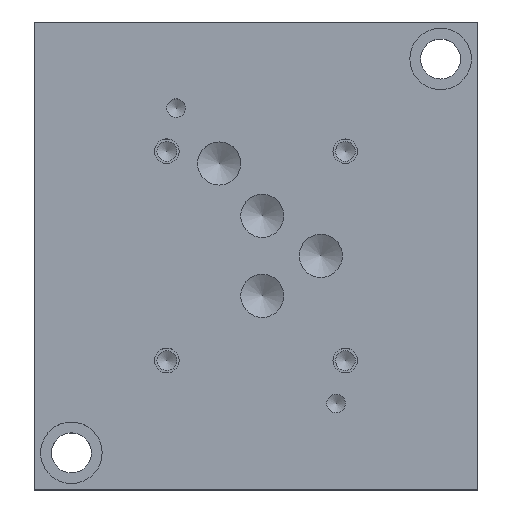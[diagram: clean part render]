
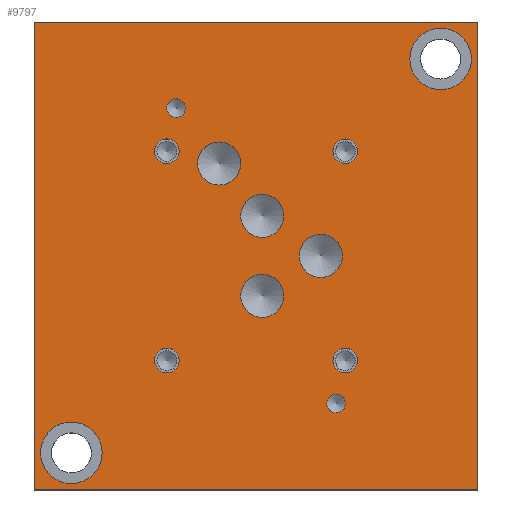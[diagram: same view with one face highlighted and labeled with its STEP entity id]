
A CAD part, top view. The second image highlights one B-rep face of the part: STEP entity #9797.
In plain terms, the highlighted planar face has unit normal (0, 0, 1).
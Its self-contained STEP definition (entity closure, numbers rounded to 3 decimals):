
#106=CIRCLE('',#10194,2.388);
#107=CIRCLE('',#10195,2.388);
#110=CIRCLE('',#10200,2.388);
#111=CIRCLE('',#10201,2.388);
#114=CIRCLE('',#10206,5.556);
#115=CIRCLE('',#10207,5.556);
#118=CIRCLE('',#10212,5.556);
#119=CIRCLE('',#10213,5.556);
#122=CIRCLE('',#10218,5.556);
#123=CIRCLE('',#10219,5.556);
#126=CIRCLE('',#10224,5.563);
#127=CIRCLE('',#10225,5.563);
#133=CIRCLE('',#10234,3.175);
#134=CIRCLE('',#10235,3.175);
#140=CIRCLE('',#10245,3.175);
#141=CIRCLE('',#10246,3.175);
#147=CIRCLE('',#10256,3.175);
#148=CIRCLE('',#10257,3.175);
#154=CIRCLE('',#10267,3.175);
#155=CIRCLE('',#10268,3.175);
#159=CIRCLE('',#10275,7.938);
#160=CIRCLE('',#10276,7.938);
#164=CIRCLE('',#10283,7.938);
#165=CIRCLE('',#10284,7.938);
#225=FACE_BOUND('',#1646,.T.);
#226=FACE_BOUND('',#1647,.T.);
#227=FACE_BOUND('',#1648,.T.);
#228=FACE_BOUND('',#1649,.T.);
#229=FACE_BOUND('',#1650,.T.);
#230=FACE_BOUND('',#1651,.T.);
#231=FACE_BOUND('',#1652,.T.);
#232=FACE_BOUND('',#1653,.T.);
#233=FACE_BOUND('',#1654,.T.);
#234=FACE_BOUND('',#1655,.T.);
#235=FACE_BOUND('',#1656,.T.);
#236=FACE_BOUND('',#1657,.T.);
#1092=FACE_OUTER_BOUND('',#1645,.T.);
#1645=EDGE_LOOP('',(#8529,#8530,#8531,#8532));
#1646=EDGE_LOOP('',(#8533,#8534));
#1647=EDGE_LOOP('',(#8535,#8536));
#1648=EDGE_LOOP('',(#8537,#8538));
#1649=EDGE_LOOP('',(#8539,#8540));
#1650=EDGE_LOOP('',(#8541,#8542));
#1651=EDGE_LOOP('',(#8543,#8544));
#1652=EDGE_LOOP('',(#8545,#8546));
#1653=EDGE_LOOP('',(#8547,#8548));
#1654=EDGE_LOOP('',(#8549,#8550));
#1655=EDGE_LOOP('',(#8551,#8552));
#1656=EDGE_LOOP('',(#8553,#8554));
#1657=EDGE_LOOP('',(#8555,#8556));
#2218=LINE('',#15332,#3207);
#2643=LINE('',#16547,#3632);
#2645=LINE('',#16551,#3634);
#2647=LINE('',#16554,#3636);
#3207=VECTOR('',#11219,10.);
#3632=VECTOR('',#12226,10.);
#3634=VECTOR('',#12230,10.);
#3636=VECTOR('',#12234,10.);
#4175=VERTEX_POINT('',#15329);
#4176=VERTEX_POINT('',#15331);
#4478=VERTEX_POINT('',#16357);
#4479=VERTEX_POINT('',#16358);
#4483=VERTEX_POINT('',#16370);
#4484=VERTEX_POINT('',#16371);
#4488=VERTEX_POINT('',#16383);
#4489=VERTEX_POINT('',#16384);
#4493=VERTEX_POINT('',#16396);
#4494=VERTEX_POINT('',#16397);
#4498=VERTEX_POINT('',#16409);
#4499=VERTEX_POINT('',#16410);
#4503=VERTEX_POINT('',#16422);
#4504=VERTEX_POINT('',#16423);
#4511=VERTEX_POINT('',#16442);
#4512=VERTEX_POINT('',#16443);
#4519=VERTEX_POINT('',#16464);
#4520=VERTEX_POINT('',#16465);
#4527=VERTEX_POINT('',#16486);
#4528=VERTEX_POINT('',#16487);
#4535=VERTEX_POINT('',#16508);
#4536=VERTEX_POINT('',#16509);
#4540=VERTEX_POINT('',#16523);
#4541=VERTEX_POINT('',#16524);
#4545=VERTEX_POINT('',#16538);
#4546=VERTEX_POINT('',#16539);
#4547=VERTEX_POINT('',#16546);
#4548=VERTEX_POINT('',#16550);
#5348=EDGE_CURVE('',#4176,#4175,#2218,.T.);
#5794=EDGE_CURVE('',#4478,#4479,#106,.T.);
#5795=EDGE_CURVE('',#4479,#4478,#107,.T.);
#5800=EDGE_CURVE('',#4483,#4484,#110,.T.);
#5801=EDGE_CURVE('',#4484,#4483,#111,.T.);
#5806=EDGE_CURVE('',#4488,#4489,#114,.T.);
#5807=EDGE_CURVE('',#4489,#4488,#115,.T.);
#5812=EDGE_CURVE('',#4493,#4494,#118,.T.);
#5813=EDGE_CURVE('',#4494,#4493,#119,.T.);
#5818=EDGE_CURVE('',#4498,#4499,#122,.T.);
#5819=EDGE_CURVE('',#4499,#4498,#123,.T.);
#5824=EDGE_CURVE('',#4503,#4504,#126,.T.);
#5825=EDGE_CURVE('',#4504,#4503,#127,.T.);
#5833=EDGE_CURVE('',#4511,#4512,#133,.T.);
#5834=EDGE_CURVE('',#4512,#4511,#134,.T.);
#5843=EDGE_CURVE('',#4519,#4520,#140,.T.);
#5844=EDGE_CURVE('',#4520,#4519,#141,.T.);
#5853=EDGE_CURVE('',#4527,#4528,#147,.T.);
#5854=EDGE_CURVE('',#4528,#4527,#148,.T.);
#5863=EDGE_CURVE('',#4535,#4536,#154,.T.);
#5864=EDGE_CURVE('',#4536,#4535,#155,.T.);
#5870=EDGE_CURVE('',#4540,#4541,#159,.T.);
#5871=EDGE_CURVE('',#4541,#4540,#160,.T.);
#5877=EDGE_CURVE('',#4545,#4546,#164,.T.);
#5878=EDGE_CURVE('',#4546,#4545,#165,.T.);
#5881=EDGE_CURVE('',#4547,#4176,#2643,.T.);
#5883=EDGE_CURVE('',#4548,#4547,#2645,.T.);
#5885=EDGE_CURVE('',#4175,#4548,#2647,.T.);
#8529=ORIENTED_EDGE('',*,*,#5348,.T.);
#8530=ORIENTED_EDGE('',*,*,#5885,.T.);
#8531=ORIENTED_EDGE('',*,*,#5883,.T.);
#8532=ORIENTED_EDGE('',*,*,#5881,.T.);
#8533=ORIENTED_EDGE('',*,*,#5794,.T.);
#8534=ORIENTED_EDGE('',*,*,#5795,.T.);
#8535=ORIENTED_EDGE('',*,*,#5800,.T.);
#8536=ORIENTED_EDGE('',*,*,#5801,.T.);
#8537=ORIENTED_EDGE('',*,*,#5806,.T.);
#8538=ORIENTED_EDGE('',*,*,#5807,.T.);
#8539=ORIENTED_EDGE('',*,*,#5812,.T.);
#8540=ORIENTED_EDGE('',*,*,#5813,.T.);
#8541=ORIENTED_EDGE('',*,*,#5818,.T.);
#8542=ORIENTED_EDGE('',*,*,#5819,.T.);
#8543=ORIENTED_EDGE('',*,*,#5824,.T.);
#8544=ORIENTED_EDGE('',*,*,#5825,.T.);
#8545=ORIENTED_EDGE('',*,*,#5833,.T.);
#8546=ORIENTED_EDGE('',*,*,#5834,.T.);
#8547=ORIENTED_EDGE('',*,*,#5843,.T.);
#8548=ORIENTED_EDGE('',*,*,#5844,.T.);
#8549=ORIENTED_EDGE('',*,*,#5853,.T.);
#8550=ORIENTED_EDGE('',*,*,#5854,.T.);
#8551=ORIENTED_EDGE('',*,*,#5863,.T.);
#8552=ORIENTED_EDGE('',*,*,#5864,.T.);
#8553=ORIENTED_EDGE('',*,*,#5870,.T.);
#8554=ORIENTED_EDGE('',*,*,#5871,.T.);
#8555=ORIENTED_EDGE('',*,*,#5877,.T.);
#8556=ORIENTED_EDGE('',*,*,#5878,.T.);
#8885=PLANE('',#10290);
#9797=ADVANCED_FACE('',(#1092,#225,#226,#227,#228,#229,#230,#231,#232,#233,
#234,#235,#236),#8885,.T.);
#10194=AXIS2_PLACEMENT_3D('',#16359,#12013,#12014);
#10195=AXIS2_PLACEMENT_3D('',#16360,#12015,#12016);
#10200=AXIS2_PLACEMENT_3D('',#16372,#12027,#12028);
#10201=AXIS2_PLACEMENT_3D('',#16373,#12029,#12030);
#10206=AXIS2_PLACEMENT_3D('',#16385,#12041,#12042);
#10207=AXIS2_PLACEMENT_3D('',#16386,#12043,#12044);
#10212=AXIS2_PLACEMENT_3D('',#16398,#12055,#12056);
#10213=AXIS2_PLACEMENT_3D('',#16399,#12057,#12058);
#10218=AXIS2_PLACEMENT_3D('',#16411,#12069,#12070);
#10219=AXIS2_PLACEMENT_3D('',#16412,#12071,#12072);
#10224=AXIS2_PLACEMENT_3D('',#16424,#12083,#12084);
#10225=AXIS2_PLACEMENT_3D('',#16425,#12085,#12086);
#10234=AXIS2_PLACEMENT_3D('',#16444,#12105,#12106);
#10235=AXIS2_PLACEMENT_3D('',#16445,#12107,#12108);
#10245=AXIS2_PLACEMENT_3D('',#16466,#12130,#12131);
#10246=AXIS2_PLACEMENT_3D('',#16467,#12132,#12133);
#10256=AXIS2_PLACEMENT_3D('',#16488,#12155,#12156);
#10257=AXIS2_PLACEMENT_3D('',#16489,#12157,#12158);
#10267=AXIS2_PLACEMENT_3D('',#16510,#12180,#12181);
#10268=AXIS2_PLACEMENT_3D('',#16511,#12182,#12183);
#10275=AXIS2_PLACEMENT_3D('',#16525,#12198,#12199);
#10276=AXIS2_PLACEMENT_3D('',#16526,#12200,#12201);
#10283=AXIS2_PLACEMENT_3D('',#16540,#12216,#12217);
#10284=AXIS2_PLACEMENT_3D('',#16541,#12218,#12219);
#10290=AXIS2_PLACEMENT_3D('',#16556,#12237,#12238);
#11219=DIRECTION('',(1.,0.,0.));
#12013=DIRECTION('center_axis',(0.,0.,-1.));
#12014=DIRECTION('ref_axis',(1.,0.,0.));
#12015=DIRECTION('center_axis',(0.,0.,-1.));
#12016=DIRECTION('ref_axis',(1.,0.,0.));
#12027=DIRECTION('center_axis',(0.,0.,-1.));
#12028=DIRECTION('ref_axis',(1.,0.,0.));
#12029=DIRECTION('center_axis',(0.,0.,-1.));
#12030=DIRECTION('ref_axis',(1.,0.,0.));
#12041=DIRECTION('center_axis',(0.,0.,-1.));
#12042=DIRECTION('ref_axis',(1.,0.,0.));
#12043=DIRECTION('center_axis',(0.,0.,-1.));
#12044=DIRECTION('ref_axis',(1.,0.,0.));
#12055=DIRECTION('center_axis',(0.,0.,-1.));
#12056=DIRECTION('ref_axis',(1.,0.,0.));
#12057=DIRECTION('center_axis',(0.,0.,-1.));
#12058=DIRECTION('ref_axis',(1.,0.,0.));
#12069=DIRECTION('center_axis',(0.,0.,-1.));
#12070=DIRECTION('ref_axis',(1.,0.,0.));
#12071=DIRECTION('center_axis',(0.,0.,-1.));
#12072=DIRECTION('ref_axis',(1.,0.,0.));
#12083=DIRECTION('center_axis',(0.,0.,-1.));
#12084=DIRECTION('ref_axis',(1.,0.,0.));
#12085=DIRECTION('center_axis',(0.,0.,-1.));
#12086=DIRECTION('ref_axis',(1.,0.,0.));
#12105=DIRECTION('center_axis',(0.,0.,-1.));
#12106=DIRECTION('ref_axis',(1.,0.,0.));
#12107=DIRECTION('center_axis',(0.,0.,-1.));
#12108=DIRECTION('ref_axis',(1.,0.,0.));
#12130=DIRECTION('center_axis',(0.,0.,-1.));
#12131=DIRECTION('ref_axis',(1.,0.,0.));
#12132=DIRECTION('center_axis',(0.,0.,-1.));
#12133=DIRECTION('ref_axis',(1.,0.,0.));
#12155=DIRECTION('center_axis',(0.,0.,-1.));
#12156=DIRECTION('ref_axis',(1.,0.,0.));
#12157=DIRECTION('center_axis',(0.,0.,-1.));
#12158=DIRECTION('ref_axis',(1.,0.,0.));
#12180=DIRECTION('center_axis',(0.,0.,-1.));
#12181=DIRECTION('ref_axis',(1.,0.,0.));
#12182=DIRECTION('center_axis',(0.,0.,-1.));
#12183=DIRECTION('ref_axis',(1.,0.,0.));
#12198=DIRECTION('center_axis',(0.,0.,-1.));
#12199=DIRECTION('ref_axis',(1.,0.,0.));
#12200=DIRECTION('center_axis',(0.,0.,-1.));
#12201=DIRECTION('ref_axis',(1.,0.,0.));
#12216=DIRECTION('center_axis',(0.,0.,-1.));
#12217=DIRECTION('ref_axis',(1.,0.,0.));
#12218=DIRECTION('center_axis',(0.,0.,-1.));
#12219=DIRECTION('ref_axis',(1.,0.,0.));
#12226=DIRECTION('',(0.,-1.,0.));
#12230=DIRECTION('',(-1.,0.,0.));
#12234=DIRECTION('',(0.,1.,0.));
#12237=DIRECTION('center_axis',(0.,0.,1.));
#12238=DIRECTION('ref_axis',(1.,0.,0.));
#15329=CARTESIAN_POINT('',(114.3,0.,44.45));
#15331=CARTESIAN_POINT('',(0.,0.,44.45));
#15332=CARTESIAN_POINT('',(0.,0.,44.45));
#16357=CARTESIAN_POINT('',(80.201,22.238,44.45));
#16358=CARTESIAN_POINT('',(75.425,22.238,44.45));
#16359=CARTESIAN_POINT('Origin',(77.813,22.238,44.45));
#16360=CARTESIAN_POINT('Origin',(77.813,22.238,44.45));
#16370=CARTESIAN_POINT('',(38.926,98.438,44.45));
#16371=CARTESIAN_POINT('',(34.15,98.438,44.45));
#16372=CARTESIAN_POINT('Origin',(36.538,98.438,44.45));
#16373=CARTESIAN_POINT('Origin',(36.538,98.438,44.45));
#16383=CARTESIAN_POINT('',(64.319,70.655,44.45));
#16384=CARTESIAN_POINT('',(53.207,70.655,44.45));
#16385=CARTESIAN_POINT('Origin',(58.763,70.655,44.45));
#16386=CARTESIAN_POINT('Origin',(58.763,70.655,44.45));
#16396=CARTESIAN_POINT('',(53.214,84.15,44.45));
#16397=CARTESIAN_POINT('',(42.102,84.15,44.45));
#16398=CARTESIAN_POINT('Origin',(47.658,84.15,44.45));
#16399=CARTESIAN_POINT('Origin',(47.658,84.15,44.45));
#16409=CARTESIAN_POINT('',(64.324,50.02,44.45));
#16410=CARTESIAN_POINT('',(53.212,50.02,44.45));
#16411=CARTESIAN_POINT('Origin',(58.768,50.02,44.45));
#16412=CARTESIAN_POINT('Origin',(58.768,50.02,44.45));
#16422=CARTESIAN_POINT('',(79.426,60.338,44.45));
#16423=CARTESIAN_POINT('',(68.301,60.338,44.45));
#16424=CARTESIAN_POINT('Origin',(73.863,60.338,44.45));
#16425=CARTESIAN_POINT('Origin',(73.863,60.338,44.45));
#16442=CARTESIAN_POINT('',(83.363,33.338,44.45));
#16443=CARTESIAN_POINT('',(77.013,33.338,44.45));
#16444=CARTESIAN_POINT('Origin',(80.188,33.338,44.45));
#16445=CARTESIAN_POINT('Origin',(80.188,33.338,44.45));
#16464=CARTESIAN_POINT('',(37.313,87.325,44.45));
#16465=CARTESIAN_POINT('',(30.963,87.325,44.45));
#16466=CARTESIAN_POINT('Origin',(34.138,87.325,44.45));
#16467=CARTESIAN_POINT('Origin',(34.138,87.325,44.45));
#16486=CARTESIAN_POINT('',(83.363,87.313,44.45));
#16487=CARTESIAN_POINT('',(77.013,87.313,44.45));
#16488=CARTESIAN_POINT('Origin',(80.188,87.313,44.45));
#16489=CARTESIAN_POINT('Origin',(80.188,87.313,44.45));
#16508=CARTESIAN_POINT('',(37.325,33.338,44.45));
#16509=CARTESIAN_POINT('',(30.975,33.338,44.45));
#16510=CARTESIAN_POINT('Origin',(34.15,33.338,44.45));
#16511=CARTESIAN_POINT('Origin',(34.15,33.338,44.45));
#16523=CARTESIAN_POINT('',(17.463,9.525,44.45));
#16524=CARTESIAN_POINT('',(1.588,9.525,44.45));
#16525=CARTESIAN_POINT('Origin',(9.525,9.525,44.45));
#16526=CARTESIAN_POINT('Origin',(9.525,9.525,44.45));
#16538=CARTESIAN_POINT('',(112.713,111.125,44.45));
#16539=CARTESIAN_POINT('',(96.838,111.125,44.45));
#16540=CARTESIAN_POINT('Origin',(104.775,111.125,44.45));
#16541=CARTESIAN_POINT('Origin',(104.775,111.125,44.45));
#16546=CARTESIAN_POINT('',(0.,120.65,44.45));
#16547=CARTESIAN_POINT('',(0.,120.65,44.45));
#16550=CARTESIAN_POINT('',(114.3,120.65,44.45));
#16551=CARTESIAN_POINT('',(114.3,120.65,44.45));
#16554=CARTESIAN_POINT('',(114.3,0.,44.45));
#16556=CARTESIAN_POINT('Origin',(57.15,60.325,44.45));
